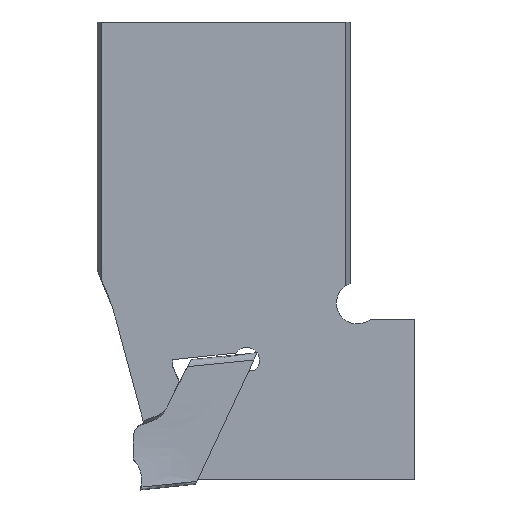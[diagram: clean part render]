
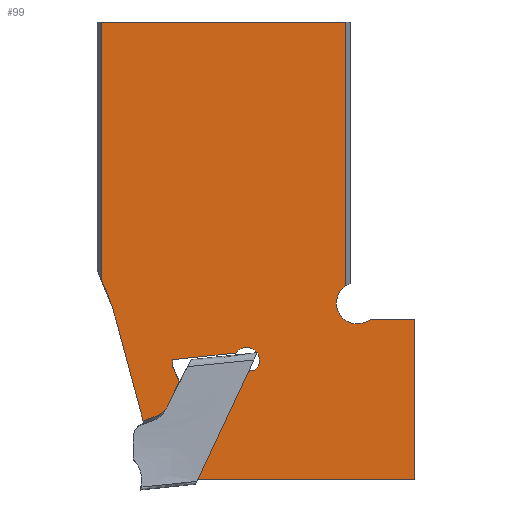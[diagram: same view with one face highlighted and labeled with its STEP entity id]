
A CAD part, left-side view. The second image highlights one B-rep face of the part: STEP entity #99.
In plain terms, the highlighted planar face has unit normal (-1, 0, 0).
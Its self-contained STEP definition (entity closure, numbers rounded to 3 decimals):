
#99=ADVANCED_FACE('',(#171),#144,.T.);
#144=PLANE('',#885);
#171=FACE_OUTER_BOUND('',#216,.T.);
#216=EDGE_LOOP('',(#273,#274,#275,#276,#277,#278,#279,#280,#281,#282,#283,
#284,#285,#286,#287,#288,#289,#290,#291,#292));
#261=CIRCLE('',#880,1.679);
#262=CIRCLE('',#881,0.4);
#263=CIRCLE('',#882,0.925);
#264=CIRCLE('',#883,1.5);
#265=CIRCLE('',#884,20.);
#273=ORIENTED_EDGE('',*,*,#589,.T.);
#274=ORIENTED_EDGE('',*,*,#590,.T.);
#275=ORIENTED_EDGE('',*,*,#591,.T.);
#276=ORIENTED_EDGE('',*,*,#592,.T.);
#277=ORIENTED_EDGE('',*,*,#593,.T.);
#278=ORIENTED_EDGE('',*,*,#594,.T.);
#279=ORIENTED_EDGE('',*,*,#595,.T.);
#280=ORIENTED_EDGE('',*,*,#596,.T.);
#281=ORIENTED_EDGE('',*,*,#597,.T.);
#282=ORIENTED_EDGE('',*,*,#598,.T.);
#283=ORIENTED_EDGE('',*,*,#599,.T.);
#284=ORIENTED_EDGE('',*,*,#600,.T.);
#285=ORIENTED_EDGE('',*,*,#601,.T.);
#286=ORIENTED_EDGE('',*,*,#602,.T.);
#287=ORIENTED_EDGE('',*,*,#603,.T.);
#288=ORIENTED_EDGE('',*,*,#604,.F.);
#289=ORIENTED_EDGE('',*,*,#605,.T.);
#290=ORIENTED_EDGE('',*,*,#606,.T.);
#291=ORIENTED_EDGE('',*,*,#607,.T.);
#292=ORIENTED_EDGE('',*,*,#608,.T.);
#511=VERTEX_POINT('',#1134);
#512=VERTEX_POINT('',#1135);
#513=VERTEX_POINT('',#1137);
#514=VERTEX_POINT('',#1139);
#515=VERTEX_POINT('',#1141);
#516=VERTEX_POINT('',#1143);
#517=VERTEX_POINT('',#1145);
#518=VERTEX_POINT('',#1147);
#519=VERTEX_POINT('',#1149);
#520=VERTEX_POINT('',#1151);
#521=VERTEX_POINT('',#1153);
#522=VERTEX_POINT('',#1155);
#523=VERTEX_POINT('',#1157);
#524=VERTEX_POINT('',#1159);
#525=VERTEX_POINT('',#1161);
#526=VERTEX_POINT('',#1163);
#527=VERTEX_POINT('',#1165);
#528=VERTEX_POINT('',#1167);
#529=VERTEX_POINT('',#1169);
#530=VERTEX_POINT('',#1171);
#589=EDGE_CURVE('',#511,#512,#708,.T.);
#590=EDGE_CURVE('',#512,#513,#709,.T.);
#591=EDGE_CURVE('',#513,#514,#261,.T.);
#592=EDGE_CURVE('',#514,#515,#710,.T.);
#593=EDGE_CURVE('',#515,#516,#711,.T.);
#594=EDGE_CURVE('',#516,#517,#262,.T.);
#595=EDGE_CURVE('',#517,#518,#712,.T.);
#596=EDGE_CURVE('',#518,#519,#713,.T.);
#597=EDGE_CURVE('',#519,#520,#263,.T.);
#598=EDGE_CURVE('',#520,#521,#714,.T.);
#599=EDGE_CURVE('',#521,#522,#715,.T.);
#600=EDGE_CURVE('',#522,#523,#716,.T.);
#601=EDGE_CURVE('',#523,#524,#717,.T.);
#602=EDGE_CURVE('',#524,#525,#718,.T.);
#603=EDGE_CURVE('',#525,#526,#719,.T.);
#604=EDGE_CURVE('',#527,#526,#264,.T.);
#605=EDGE_CURVE('',#527,#528,#720,.T.);
#606=EDGE_CURVE('',#528,#529,#721,.T.);
#607=EDGE_CURVE('',#529,#530,#722,.T.);
#608=EDGE_CURVE('',#530,#511,#265,.T.);
#708=LINE('',#1133,#781);
#709=LINE('',#1136,#782);
#710=LINE('',#1140,#783);
#711=LINE('',#1142,#784);
#712=LINE('',#1146,#785);
#713=LINE('',#1148,#786);
#714=LINE('',#1152,#787);
#715=LINE('',#1154,#788);
#716=LINE('',#1156,#789);
#717=LINE('',#1158,#790);
#718=LINE('',#1160,#791);
#719=LINE('',#1162,#792);
#720=LINE('',#1166,#793);
#721=LINE('',#1168,#794);
#722=LINE('',#1170,#795);
#781=VECTOR('',#944,1.);
#782=VECTOR('',#945,1.);
#783=VECTOR('',#948,1.);
#784=VECTOR('',#949,1.);
#785=VECTOR('',#952,1.);
#786=VECTOR('',#953,1.);
#787=VECTOR('',#956,1.);
#788=VECTOR('',#957,1.);
#789=VECTOR('',#958,1.);
#790=VECTOR('',#959,1.);
#791=VECTOR('',#960,1.);
#792=VECTOR('',#961,1.);
#793=VECTOR('',#964,1.);
#794=VECTOR('',#965,1.);
#795=VECTOR('',#966,1.);
#880=AXIS2_PLACEMENT_3D('',#1138,#946,#947);
#881=AXIS2_PLACEMENT_3D('',#1144,#950,#951);
#882=AXIS2_PLACEMENT_3D('',#1150,#954,#955);
#883=AXIS2_PLACEMENT_3D('',#1164,#962,#963);
#884=AXIS2_PLACEMENT_3D('',#1172,#967,#968);
#885=AXIS2_PLACEMENT_3D('',#1173,#969,#970);
#944=DIRECTION('',(0.,-0.259,-0.966));
#945=DIRECTION('',(0.,-0.934,0.358));
#946=DIRECTION('',(-1.,0.,0.));
#947=DIRECTION('',(0.,-1.,0.));
#948=DIRECTION('',(0.,-0.407,0.914));
#949=DIRECTION('',(0.,0.407,0.914));
#950=DIRECTION('',(1.,0.,0.));
#951=DIRECTION('',(0.,-1.,0.));
#952=DIRECTION('',(0.,0.,1.));
#953=DIRECTION('',(0.,-0.995,0.105));
#954=DIRECTION('',(1.,0.,0.));
#955=DIRECTION('',(0.,0.,1.));
#956=DIRECTION('',(0.,0.995,-0.105));
#957=DIRECTION('',(0.,0.423,-0.906));
#958=DIRECTION('',(0.,-0.707,-0.707));
#959=DIRECTION('',(0.,-1.,0.));
#960=DIRECTION('',(0.,0.,1.));
#961=DIRECTION('',(0.,1.,0.));
#962=DIRECTION('',(-1.,0.,0.));
#963=DIRECTION('',(0.,0.,1.));
#964=DIRECTION('',(0.,0.,1.));
#965=DIRECTION('',(0.,1.,0.));
#966=DIRECTION('',(0.,0.,-1.));
#967=DIRECTION('',(1.,0.,0.));
#968=DIRECTION('',(0.,0.,1.));
#969=DIRECTION('',(-1.,0.,0.));
#970=DIRECTION('',(0.,1.,0.));
#1133=CARTESIAN_POINT('',(-2.4,17.223,-0.224));
#1134=CARTESIAN_POINT('',(-2.4,17.223,-0.224));
#1135=CARTESIAN_POINT('',(-2.4,15.303,-7.388));
#1136=CARTESIAN_POINT('',(-2.4,14.365,-7.027));
#1137=CARTESIAN_POINT('',(-2.4,14.365,-7.027));
#1138=CARTESIAN_POINT('',(-2.4,14.967,-5.46));
#1139=CARTESIAN_POINT('',(-2.4,13.433,-6.143));
#1140=CARTESIAN_POINT('',(-2.4,12.881,-4.904));
#1141=CARTESIAN_POINT('',(-2.4,12.702,-4.502));
#1142=CARTESIAN_POINT('',(-2.4,12.543,-4.86));
#1143=CARTESIAN_POINT('',(-2.4,13.132,-3.537));
#1144=CARTESIAN_POINT('',(-2.4,12.767,-3.374));
#1145=CARTESIAN_POINT('',(-2.4,13.167,-3.374));
#1146=CARTESIAN_POINT('',(-2.4,13.167,-3.459));
#1147=CARTESIAN_POINT('',(-2.4,13.167,-2.943));
#1148=CARTESIAN_POINT('',(-2.4,9.587,-2.567));
#1149=CARTESIAN_POINT('',(-2.4,8.572,-2.46));
#1150=CARTESIAN_POINT('',(-2.4,7.81,-2.983));
#1151=CARTESIAN_POINT('',(-2.4,7.264,-3.73));
#1152=CARTESIAN_POINT('',(-2.4,7.726,-3.779));
#1153=CARTESIAN_POINT('',(-2.4,7.778,-3.784));
#1154=CARTESIAN_POINT('',(-2.4,11.34,-11.423));
#1155=CARTESIAN_POINT('',(-2.4,11.385,-11.519));
#1156=CARTESIAN_POINT('',(-2.4,11.604,-11.3));
#1157=CARTESIAN_POINT('',(-2.4,11.304,-11.6));
#1158=CARTESIAN_POINT('',(-2.4,18.629,-11.6));
#1159=CARTESIAN_POINT('',(-2.4,-4.357,-11.6));
#1160=CARTESIAN_POINT('',(-2.4,-4.357,-11.6));
#1161=CARTESIAN_POINT('',(-2.4,-4.357,0.));
#1162=CARTESIAN_POINT('',(-2.4,-4.357,0.));
#1163=CARTESIAN_POINT('',(-2.4,-1.151,0.));
#1164=CARTESIAN_POINT('',(-2.4,-0.187,1.15));
#1165=CARTESIAN_POINT('',(-2.4,0.643,2.399));
#1166=CARTESIAN_POINT('',(-2.4,0.643,21.5));
#1167=CARTESIAN_POINT('',(-2.4,0.643,21.5));
#1168=CARTESIAN_POINT('',(-2.4,0.322,21.5));
#1169=CARTESIAN_POINT('',(-2.4,18.307,21.5));
#1170=CARTESIAN_POINT('',(-2.4,18.307,3.496));
#1171=CARTESIAN_POINT('',(-2.4,18.307,2.816));
#1172=CARTESIAN_POINT('',(-2.4,36.541,-5.4));
#1173=CARTESIAN_POINT('',(-2.4,18.629,21.5));
